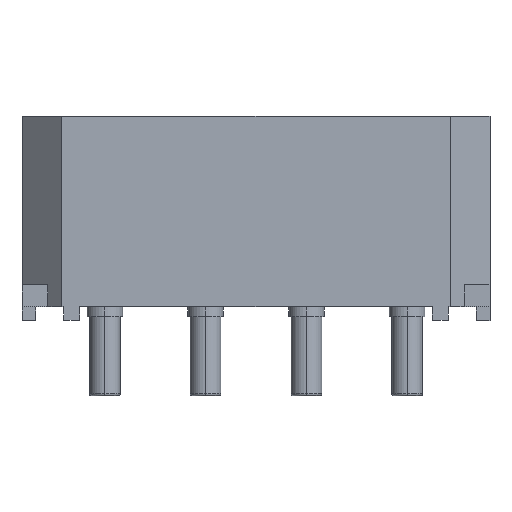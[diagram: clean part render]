
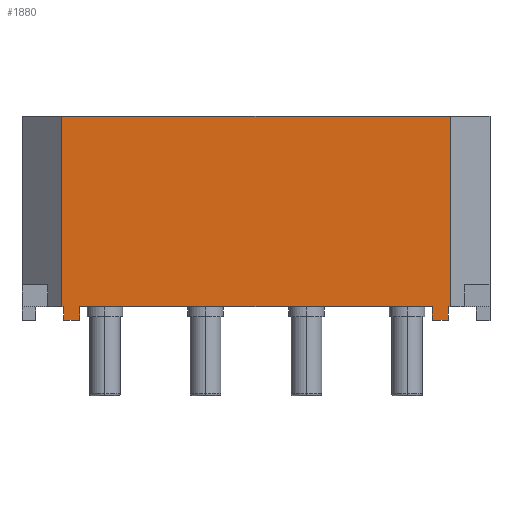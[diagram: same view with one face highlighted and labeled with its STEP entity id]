
A CAD part, top view. The second image highlights one B-rep face of the part: STEP entity #1880.
In plain terms, the highlighted planar face has unit normal (0, 0, 1).
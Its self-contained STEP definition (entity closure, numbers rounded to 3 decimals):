
#141=DIRECTION('',(-1.,0.,0.));
#142=VECTOR('',#141,19.6);
#143=CARTESIAN_POINT('',(9.8,10.3,4.2));
#144=LINE('',#143,#142);
#181=DIRECTION('',(0.,1.,0.));
#182=VECTOR('',#181,9.6);
#183=CARTESIAN_POINT('',(9.8,0.7,4.2));
#184=LINE('',#183,#182);
#217=DIRECTION('',(-1.,0.,0.));
#218=VECTOR('',#217,0.1);
#219=CARTESIAN_POINT('',(-9.7,0.7,4.2));
#220=LINE('',#219,#218);
#221=DIRECTION('',(0.,1.,0.));
#222=VECTOR('',#221,9.6);
#223=CARTESIAN_POINT('',(-9.8,0.7,4.2));
#224=LINE('',#223,#222);
#225=DIRECTION('',(-1.,0.,0.));
#226=VECTOR('',#225,0.1);
#227=CARTESIAN_POINT('',(9.8,0.7,4.2));
#228=LINE('',#227,#226);
#229=DIRECTION('',(0.,-1.,0.));
#230=VECTOR('',#229,0.7);
#231=CARTESIAN_POINT('',(9.7,0.7,4.2));
#232=LINE('',#231,#230);
#233=DIRECTION('',(-1.,0.,0.));
#234=VECTOR('',#233,0.8);
#235=CARTESIAN_POINT('',(9.7,0.,4.2));
#236=LINE('',#235,#234);
#237=DIRECTION('',(-1.,0.,0.));
#238=VECTOR('',#237,17.8);
#239=CARTESIAN_POINT('',(8.9,0.7,4.2));
#240=LINE('',#239,#238);
#241=DIRECTION('',(0.,-1.,0.));
#242=VECTOR('',#241,0.7);
#243=CARTESIAN_POINT('',(-8.9,0.7,4.2));
#244=LINE('',#243,#242);
#245=DIRECTION('',(-1.,0.,0.));
#246=VECTOR('',#245,0.8);
#247=CARTESIAN_POINT('',(-8.9,0.,4.2));
#248=LINE('',#247,#246);
#273=DIRECTION('',(0.,-1.,0.));
#274=VECTOR('',#273,0.7);
#275=CARTESIAN_POINT('',(8.9,0.7,4.2));
#276=LINE('',#275,#274);
#301=DIRECTION('',(0.,-1.,0.));
#302=VECTOR('',#301,0.7);
#303=CARTESIAN_POINT('',(-9.7,0.7,4.2));
#304=LINE('',#303,#302);
#1226=CARTESIAN_POINT('',(9.7,0.,4.2));
#1228=VERTEX_POINT('',#1226);
#1231=CARTESIAN_POINT('',(8.9,0.,4.2));
#1232=VERTEX_POINT('',#1231);
#1234=CARTESIAN_POINT('',(-8.9,0.,4.2));
#1236=VERTEX_POINT('',#1234);
#1239=CARTESIAN_POINT('',(-9.7,0.,4.2));
#1240=VERTEX_POINT('',#1239);
#1265=CARTESIAN_POINT('',(-9.8,0.7,4.2));
#1266=VERTEX_POINT('',#1265);
#1267=CARTESIAN_POINT('',(-9.7,0.7,4.2));
#1268=VERTEX_POINT('',#1267);
#1273=CARTESIAN_POINT('',(-8.9,0.7,4.2));
#1274=VERTEX_POINT('',#1273);
#1275=CARTESIAN_POINT('',(8.9,0.7,4.2));
#1276=VERTEX_POINT('',#1275);
#1281=CARTESIAN_POINT('',(9.7,0.7,4.2));
#1282=VERTEX_POINT('',#1281);
#1283=CARTESIAN_POINT('',(9.8,0.7,4.2));
#1284=VERTEX_POINT('',#1283);
#1313=CARTESIAN_POINT('',(-9.8,10.3,4.2));
#1314=VERTEX_POINT('',#1313);
#1315=CARTESIAN_POINT('',(9.8,10.3,4.2));
#1316=VERTEX_POINT('',#1315);
#1853=CARTESIAN_POINT('',(-11.8,0.,4.2));
#1854=DIRECTION('',(0.,0.,1.));
#1855=DIRECTION('',(1.,0.,0.));
#1856=AXIS2_PLACEMENT_3D('',#1853,#1854,#1855);
#1857=PLANE('',#1856);
#1858=ORIENTED_EDGE('',*,*,#1846,.T.);
#1859=ORIENTED_EDGE('',*,*,#1752,.T.);
#1860=ORIENTED_EDGE('',*,*,#1768,.F.);
#1861=ORIENTED_EDGE('',*,*,#1802,.F.);
#1863=ORIENTED_EDGE('',*,*,#1862,.T.);
#1865=ORIENTED_EDGE('',*,*,#1864,.T.);
#1867=ORIENTED_EDGE('',*,*,#1866,.T.);
#1869=ORIENTED_EDGE('',*,*,#1868,.F.);
#1871=ORIENTED_EDGE('',*,*,#1870,.T.);
#1873=ORIENTED_EDGE('',*,*,#1872,.T.);
#1875=ORIENTED_EDGE('',*,*,#1874,.T.);
#1877=ORIENTED_EDGE('',*,*,#1876,.F.);
#1878=EDGE_LOOP('',(#1858,#1859,#1860,#1861,#1863,#1865,#1867,#1869,#1871,#1873,
#1875,#1877));
#1879=FACE_OUTER_BOUND('',#1878,.F.);
#1752=EDGE_CURVE('',#1266,#1314,#224,.T.);
#1768=EDGE_CURVE('',#1316,#1314,#144,.T.);
#1802=EDGE_CURVE('',#1284,#1316,#184,.T.);
#1846=EDGE_CURVE('',#1268,#1266,#220,.T.);
#1862=EDGE_CURVE('',#1284,#1282,#228,.T.);
#1864=EDGE_CURVE('',#1282,#1228,#232,.T.);
#1866=EDGE_CURVE('',#1228,#1232,#236,.T.);
#1868=EDGE_CURVE('',#1276,#1232,#276,.T.);
#1870=EDGE_CURVE('',#1276,#1274,#240,.T.);
#1872=EDGE_CURVE('',#1274,#1236,#244,.T.);
#1874=EDGE_CURVE('',#1236,#1240,#248,.T.);
#1876=EDGE_CURVE('',#1268,#1240,#304,.T.);
#1880=ADVANCED_FACE('',(#1879),#1857,.T.);
